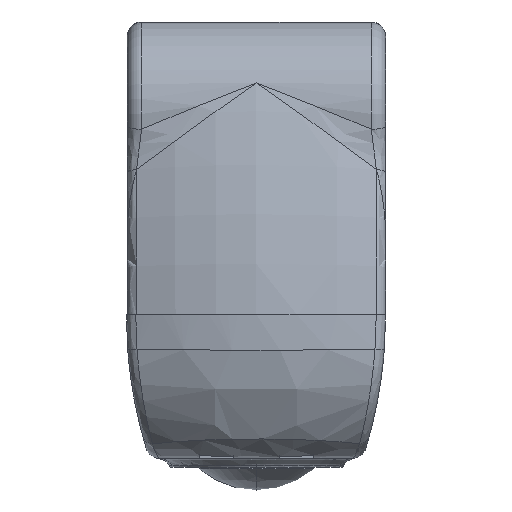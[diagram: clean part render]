
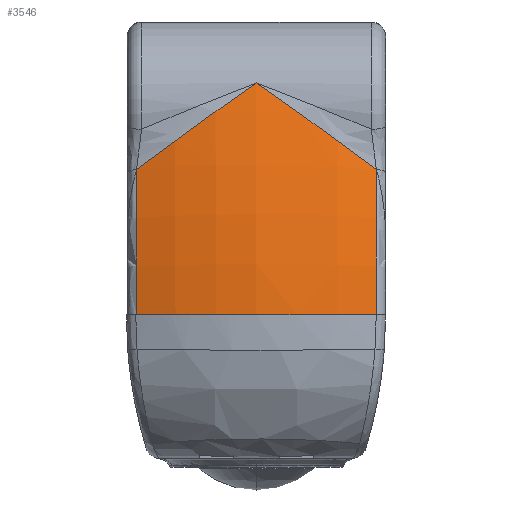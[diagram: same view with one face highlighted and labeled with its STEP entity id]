
A CAD part, front view. The second image highlights one B-rep face of the part: STEP entity #3546.
In plain terms, the highlighted toroidal (fillet/blend) face has major radius 16.805 mm and minor radius 12 mm.
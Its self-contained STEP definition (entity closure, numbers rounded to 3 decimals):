
#106=CARTESIAN_POINT('',(-4.174,28.787,-1.026));
#107=DIRECTION('',(1.,0.,0.));
#108=DIRECTION('',(0.,-0.976,0.217));
#109=AXIS2_PLACEMENT_3D('',#106,#107,#108);
#124=CARTESIAN_POINT('',(-4.174,1.399,5.06));
#182=CARTESIAN_POINT('',(-4.174,1.399,5.06));
#183=CARTESIAN_POINT('',(-4.014,1.364,5.177));
#184=CARTESIAN_POINT('',(-3.69,1.303,5.416));
#185=CARTESIAN_POINT('',(-3.189,1.238,5.786));
#186=CARTESIAN_POINT('',(-2.677,1.201,6.164));
#187=CARTESIAN_POINT('',(-2.154,1.193,6.548));
#188=CARTESIAN_POINT('',(-1.623,1.213,6.935));
#189=CARTESIAN_POINT('',(-1.086,1.264,7.322));
#190=CARTESIAN_POINT('',(-0.544,1.345,7.705));
#191=CARTESIAN_POINT('',(-0.182,1.418,7.956));
#192=CARTESIAN_POINT('',(0.,1.459,8.08));
#306=CARTESIAN_POINT('',(4.174,28.787,-1.026));
#307=DIRECTION('',(-1.,0.,0.));
#308=DIRECTION('',(0.,-0.999,0.037));
#309=AXIS2_PLACEMENT_3D('',#306,#307,#308);
#462=CARTESIAN_POINT('',(4.174,0.75,
0.));
#463=CARTESIAN_POINT('',(4.007,0.688,
0.));
#464=CARTESIAN_POINT('',(3.672,0.572,
0.));
#465=CARTESIAN_POINT('',(3.161,0.42,
0.));
#466=CARTESIAN_POINT('',(2.643,0.291,0.));
#467=CARTESIAN_POINT('',(2.121,0.185,0.));
#468=CARTESIAN_POINT('',(1.595,0.103,0.));
#469=CARTESIAN_POINT('',(1.065,0.043,0.));
#470=CARTESIAN_POINT('',(0.532,0.008,0.));
#471=CARTESIAN_POINT('',(0.178,0.,0.));
#472=CARTESIAN_POINT('',(0.,0.,0.));
#474=CARTESIAN_POINT('',(0.,0.,0.));
#475=CARTESIAN_POINT('',(-0.178,0.,0.));
#476=CARTESIAN_POINT('',(-0.532,0.008,0.));
#477=CARTESIAN_POINT('',(-1.065,0.043,0.));
#478=CARTESIAN_POINT('',(-1.595,0.103,0.));
#479=CARTESIAN_POINT('',(-2.121,0.185,0.));
#480=CARTESIAN_POINT('',(-2.643,0.291,0.));
#481=CARTESIAN_POINT('',(-3.161,0.42,
0.));
#482=CARTESIAN_POINT('',(-3.672,0.572,
0.));
#483=CARTESIAN_POINT('',(-4.007,0.688,
0.));
#484=CARTESIAN_POINT('',(-4.174,0.75,
0.));
#486=CARTESIAN_POINT('',(4.174,1.399,5.06));
#496=CARTESIAN_POINT('',(0.,1.459,8.08));
#497=CARTESIAN_POINT('',(0.182,1.418,7.956));
#498=CARTESIAN_POINT('',(0.544,1.345,7.705));
#499=CARTESIAN_POINT('',(1.086,1.264,7.322));
#500=CARTESIAN_POINT('',(1.623,1.213,6.935));
#501=CARTESIAN_POINT('',(2.154,1.193,6.548));
#502=CARTESIAN_POINT('',(2.677,1.201,6.164));
#503=CARTESIAN_POINT('',(3.189,1.238,5.786));
#504=CARTESIAN_POINT('',(3.69,1.303,5.416));
#505=CARTESIAN_POINT('',(4.014,1.364,5.177));
#506=CARTESIAN_POINT('',(4.174,1.399,5.06));
#2593=VERTEX_POINT('',#124);
#2601=VERTEX_POINT('',#192);
#2609=VERTEX_POINT('',#486);
#2715=VERTEX_POINT('',#462);
#2716=VERTEX_POINT('',#472);
#2717=VERTEX_POINT('',#484);
#3532=CARTESIAN_POINT('',(0.,28.787,-1.026));
#3533=DIRECTION('',(-1.,0.,0.));
#3534=DIRECTION('',(0.,0.999,-0.036));
#3535=AXIS2_PLACEMENT_3D('',#3532,#3533,#3534);
#3536=TOROIDAL_SURFACE('',#3535,16.805,12.);
#3537=ORIENTED_EDGE('',*,*,#3523,.T.);
#3538=ORIENTED_EDGE('',*,*,#2872,.T.);
#3539=ORIENTED_EDGE('',*,*,#2893,.F.);
#3540=ORIENTED_EDGE('',*,*,#3064,.T.);
#3542=ORIENTED_EDGE('',*,*,#3541,.T.);
#3543=ORIENTED_EDGE('',*,*,#3256,.F.);
#3544=EDGE_LOOP('',(#3537,#3538,#3539,#3540,#3542,#3543));
#3545=FACE_OUTER_BOUND('',#3544,.F.);
#3546=ADVANCED_FACE('',(#3545),#3536,.T.);
#110=CIRCLE('',#109,28.056);
#193=B_SPLINE_CURVE_WITH_KNOTS('',3,(#182,#183,#184,#185,#186,#187,#188,#189,
#190,#191,#192),.UNSPECIFIED.,.F.,.F.,(4,1,1,1,1,1,1,1,4),(0.,0.125,0.25,
0.375,0.5,0.625,0.75,0.875,1.),.UNSPECIFIED.);
#310=CIRCLE('',#309,28.056);
#473=B_SPLINE_CURVE_WITH_KNOTS('',3,(#462,#463,#464,#465,#466,#467,#468,#469,
#470,#471,#472),.UNSPECIFIED.,.F.,.F.,(4,1,1,1,1,1,1,1,4),(0.,0.125,0.25,
0.375,0.5,0.625,0.75,0.875,1.),.UNSPECIFIED.);
#485=B_SPLINE_CURVE_WITH_KNOTS('',3,(#474,#475,#476,#477,#478,#479,#480,#481,
#482,#483,#484),.UNSPECIFIED.,.F.,.F.,(4,1,1,1,1,1,1,1,4),(0.,0.125,0.25,
0.375,0.5,0.625,0.75,0.875,1.),.UNSPECIFIED.);
#507=B_SPLINE_CURVE_WITH_KNOTS('',3,(#496,#497,#498,#499,#500,#501,#502,#503,
#504,#505,#506),.UNSPECIFIED.,.F.,.F.,(4,1,1,1,1,1,1,1,4),(0.,0.125,0.25,
0.375,0.5,0.625,0.75,0.875,1.),.UNSPECIFIED.);
#2872=EDGE_CURVE('',#2716,#2717,#485,.T.);
#2893=EDGE_CURVE('',#2593,#2717,#110,.T.);
#3064=EDGE_CURVE('',#2593,#2601,#193,.T.);
#3256=EDGE_CURVE('',#2715,#2609,#310,.T.);
#3523=EDGE_CURVE('',#2715,#2716,#473,.T.);
#3541=EDGE_CURVE('',#2601,#2609,#507,.T.);
